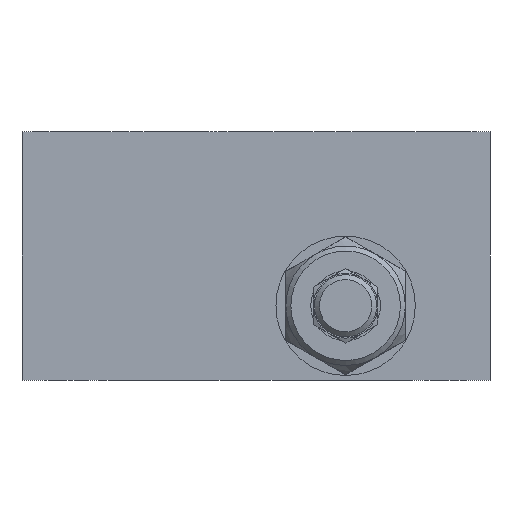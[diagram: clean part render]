
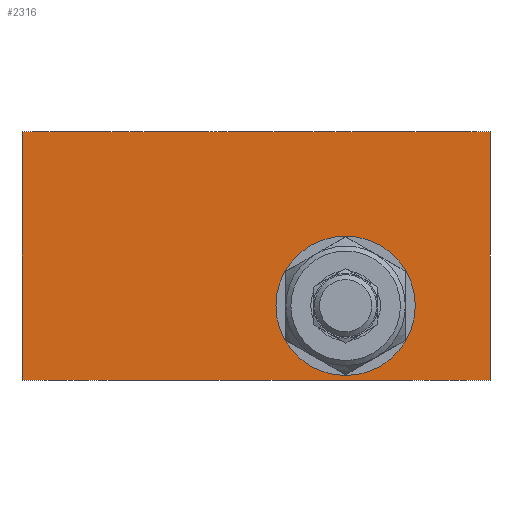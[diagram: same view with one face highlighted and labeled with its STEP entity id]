
A CAD part, left-side view. The second image highlights one B-rep face of the part: STEP entity #2316.
In plain terms, the highlighted planar face has unit normal (-1, 0, 0).
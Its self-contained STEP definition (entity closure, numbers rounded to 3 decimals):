
#157=LINE('',#3097,#205);
#165=LINE('',#3115,#213);
#166=LINE('',#3119,#214);
#167=LINE('',#3120,#215);
#205=VECTOR('',#2644,1000.);
#213=VECTOR('',#2658,1000.);
#214=VECTOR('',#2663,1000.);
#215=VECTOR('',#2664,1000.);
#266=ORIENTED_EDGE('',*,*,#676,.T.);
#267=ORIENTED_EDGE('',*,*,#677,.T.);
#268=ORIENTED_EDGE('',*,*,#675,.F.);
#269=ORIENTED_EDGE('',*,*,#678,.T.);
#270=ORIENTED_EDGE('',*,*,#666,.T.);
#666=EDGE_CURVE('',#873,#872,#157,.T.);
#675=EDGE_CURVE('',#879,#878,#165,.T.);
#676=EDGE_CURVE('',#880,#880,#1014,.T.);
#677=EDGE_CURVE('',#872,#878,#166,.T.);
#678=EDGE_CURVE('',#879,#873,#167,.T.);
#872=VERTEX_POINT('',#3096);
#873=VERTEX_POINT('',#3098);
#878=VERTEX_POINT('',#3112);
#879=VERTEX_POINT('',#3114);
#880=VERTEX_POINT('',#3118);
#1014=CIRCLE('',#2440,14.);
#1103=EDGE_LOOP('',(#266));
#1104=EDGE_LOOP('',(#267,#268,#269,#270));
#1277=FACE_BOUND('',#1103,.T.);
#1278=FACE_BOUND('',#1104,.T.);
#1450=PLANE('',#2439);
#2316=ADVANCED_FACE('',(#1277,#1278),#1450,.T.);
#2439=AXIS2_PLACEMENT_3D('',#3116,#2659,#2660);
#2440=AXIS2_PLACEMENT_3D('',#3117,#2661,#2662);
#2644=DIRECTION('',(0.,0.,1.));
#2658=DIRECTION('',(0.,0.,1.));
#2659=DIRECTION('',(-1.,0.,0.));
#2660=DIRECTION('',(0.,0.,1.));
#2661=DIRECTION('',(1.,0.,0.));
#2662=DIRECTION('',(0.,-1.,0.));
#2663=DIRECTION('',(0.,1.,0.));
#2664=DIRECTION('',(0.,-1.,0.));
#3096=CARTESIAN_POINT('',(20.3,-34.,50.));
#3097=CARTESIAN_POINT('',(20.3,-34.,0.));
#3098=CARTESIAN_POINT('',(20.3,-34.,0.));
#3112=CARTESIAN_POINT('',(20.3,60.,50.));
#3114=CARTESIAN_POINT('',(20.3,60.,0.));
#3115=CARTESIAN_POINT('',(20.3,60.,0.));
#3116=CARTESIAN_POINT('',(20.3,-34.,0.));
#3117=CARTESIAN_POINT('',(20.3,-5.,15.));
#3118=CARTESIAN_POINT('',(20.3,-19.,15.));
#3119=CARTESIAN_POINT('',(20.3,-34.,50.));
#3120=CARTESIAN_POINT('',(20.3,60.,0.));
